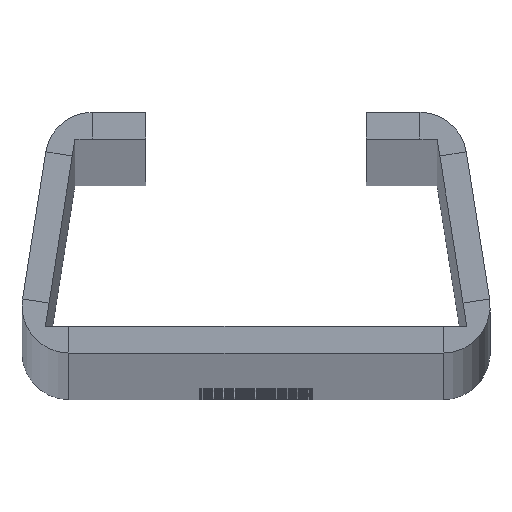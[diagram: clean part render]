
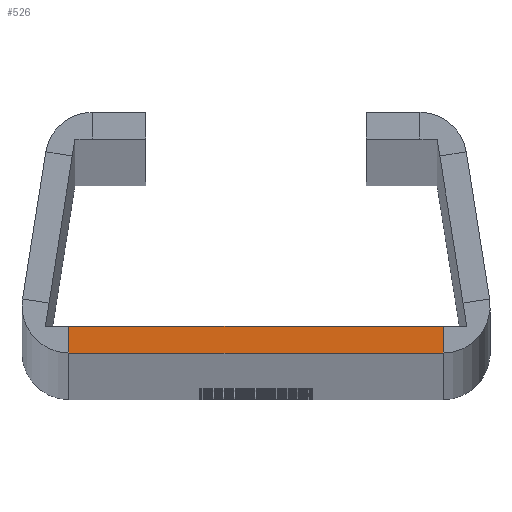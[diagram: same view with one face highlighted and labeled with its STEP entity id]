
A CAD part, top view. The second image highlights one B-rep face of the part: STEP entity #526.
In plain terms, the highlighted planar face has unit normal (0, 0, 1).
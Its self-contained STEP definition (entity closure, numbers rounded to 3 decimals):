
#30 = ORIENTED_EDGE ( 'NONE', *, *, #1454, .T. ) ;
#101 = CARTESIAN_POINT ( 'NONE',  ( -14.002, 2., 2000. ) ) ;
#127 = VECTOR ( 'NONE', #2377, 1000. ) ;
#157 = VERTEX_POINT ( 'NONE', #468 ) ;
#262 = EDGE_CURVE ( 'NONE', #1645, #157, #2174, .T. ) ;
#276 = ORIENTED_EDGE ( 'NONE', *, *, #262, .T. ) ;
#327 = DIRECTION ( 'NONE',  ( 1., 0., 0. ) ) ;
#329 = VECTOR ( 'NONE', #1563, 1000. ) ;
#332 = CARTESIAN_POINT ( 'NONE',  ( -14.002, 0., 2000. ) ) ;
#382 = FACE_OUTER_BOUND ( 'NONE', #1617, .T. ) ;
#468 = CARTESIAN_POINT ( 'NONE',  ( 14.002, 0., 2000. ) ) ;
#511 = CARTESIAN_POINT ( 'NONE',  ( -18.1, 0., 2000. ) ) ;
#526 = ADVANCED_FACE ( 'NONE', ( #382 ), #1114, .T. ) ;
#582 = CARTESIAN_POINT ( 'NONE',  ( 14.002, 2., 2000. ) ) ;
#671 = DIRECTION ( 'NONE',  ( 0., -1., 0. ) ) ;
#684 = LINE ( 'NONE', #101, #793 ) ;
#745 = LINE ( 'NONE', #1490, #127 ) ;
#793 = VECTOR ( 'NONE', #671, 1000. ) ;
#796 = AXIS2_PLACEMENT_3D ( 'NONE', #1858, #2237, #1676 ) ;
#861 = VERTEX_POINT ( 'NONE', #582 ) ;
#881 = ORIENTED_EDGE ( 'NONE', *, *, #1228, .F. ) ;
#1114 = PLANE ( 'NONE',  #796 ) ;
#1133 = LINE ( 'NONE', #1160, #329 ) ;
#1160 = CARTESIAN_POINT ( 'NONE',  ( 14.002, 0., 2000. ) ) ;
#1171 = ORIENTED_EDGE ( 'NONE', *, *, #1562, .T. ) ;
#1228 = EDGE_CURVE ( 'NONE', #2018, #861, #745, .T. ) ;
#1454 = EDGE_CURVE ( 'NONE', #157, #861, #1133, .T. ) ;
#1490 = CARTESIAN_POINT ( 'NONE',  ( -18.1, 2., 2000. ) ) ;
#1531 = CARTESIAN_POINT ( 'NONE',  ( -14.002, 2., 2000. ) ) ;
#1562 = EDGE_CURVE ( 'NONE', #2018, #1645, #684, .T. ) ;
#1563 = DIRECTION ( 'NONE',  ( 0., 1., 0. ) ) ;
#1617 = EDGE_LOOP ( 'NONE', ( #276, #30, #881, #1171 ) ) ;
#1645 = VERTEX_POINT ( 'NONE', #332 ) ;
#1676 = DIRECTION ( 'NONE',  ( 1., 0., 0. ) ) ;
#1858 = CARTESIAN_POINT ( 'NONE',  ( 15.484, 3.735, 2000. ) ) ;
#2018 = VERTEX_POINT ( 'NONE', #1531 ) ;
#2174 = LINE ( 'NONE', #511, #2188 ) ;
#2188 = VECTOR ( 'NONE', #327, 1000. ) ;
#2237 = DIRECTION ( 'NONE',  ( 0., 0., 1. ) ) ;
#2377 = DIRECTION ( 'NONE',  ( 1., 0., 0. ) ) ;
